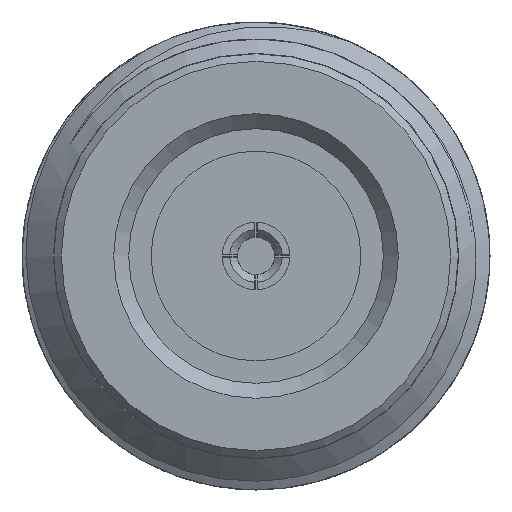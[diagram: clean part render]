
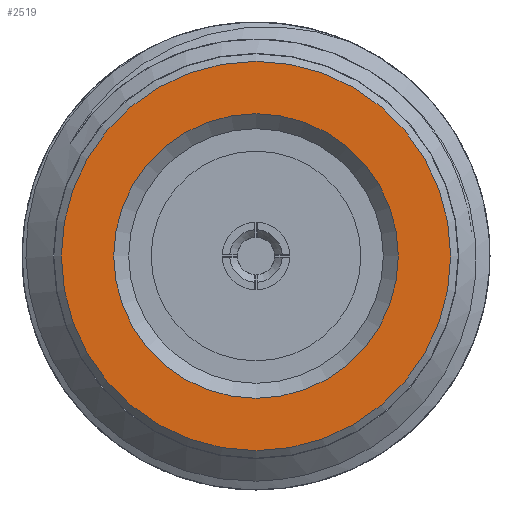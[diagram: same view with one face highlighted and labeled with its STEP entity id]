
A CAD part, left-side view. The second image highlights one B-rep face of the part: STEP entity #2519.
In plain terms, the highlighted planar face has unit normal (-1, 0, 0).
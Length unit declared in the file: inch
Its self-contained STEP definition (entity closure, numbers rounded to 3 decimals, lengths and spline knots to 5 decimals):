
#33 = DIRECTION ( 'NONE',  ( 1., 0., 0. ) ) ;
#197 = DIRECTION ( 'NONE',  ( -1., 0., 0. ) ) ;
#229 = ORIENTED_EDGE ( 'NONE', *, *, #1941, .T. ) ;
#454 = EDGE_CURVE ( 'NONE', #1603, #1603, #1148, .T. ) ;
#644 = CARTESIAN_POINT ( 'NONE',  ( 0., 0., -0.26 ) ) ;
#718 = ORIENTED_EDGE ( 'NONE', *, *, #454, .F. ) ;
#881 = FACE_BOUND ( 'NONE', #1467, .T. ) ;
#1033 = VERTEX_POINT ( 'NONE', #3019 ) ;
#1070 = PLANE ( 'NONE',  #2925 ) ;
#1103 = AXIS2_PLACEMENT_3D ( 'NONE', #2425, #33, #3693 ) ;
#1148 = CIRCLE ( 'NONE', #3729, 0.26 ) ;
#1342 = DIRECTION ( 'NONE',  ( 0., 0., -1. ) ) ;
#1467 = EDGE_LOOP ( 'NONE', ( #229 ) ) ;
#1603 = VERTEX_POINT ( 'NONE', #644 ) ;
#1717 = DIRECTION ( 'NONE',  ( 0., 0., 1. ) ) ;
#1776 = CIRCLE ( 'NONE', #1103, 0.19 ) ;
#1941 = EDGE_CURVE ( 'NONE', #1033, #1033, #1776, .T. ) ;
#2231 = CARTESIAN_POINT ( 'NONE',  ( 0., 0., 0. ) ) ;
#2425 = CARTESIAN_POINT ( 'NONE',  ( 0., 0., 0. ) ) ;
#2519 = ADVANCED_FACE ( 'NONE', ( #881, #3149 ), #1070, .T. ) ;
#2925 = AXIS2_PLACEMENT_3D ( 'NONE', #3159, #197, #1717 ) ;
#3019 = CARTESIAN_POINT ( 'NONE',  ( 0., 0., 0.19 ) ) ;
#3149 = FACE_OUTER_BOUND ( 'NONE', #3895, .T. ) ;
#3159 = CARTESIAN_POINT ( 'NONE',  ( 0., 0., 0. ) ) ;
#3446 = DIRECTION ( 'NONE',  ( 1., 0., 0. ) ) ;
#3693 = DIRECTION ( 'NONE',  ( 0., 0., 1. ) ) ;
#3729 = AXIS2_PLACEMENT_3D ( 'NONE', #2231, #3446, #1342 ) ;
#3895 = EDGE_LOOP ( 'NONE', ( #718 ) ) ;
